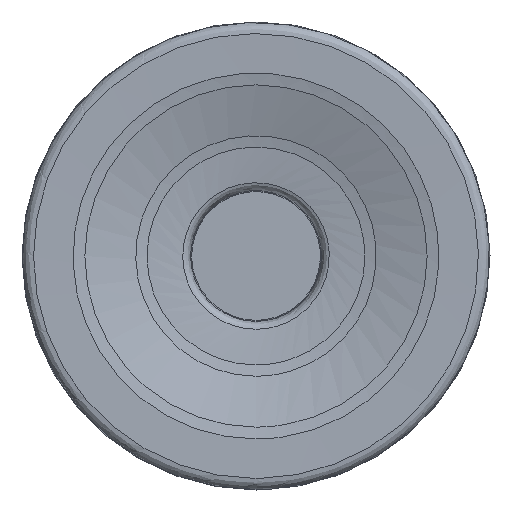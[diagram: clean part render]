
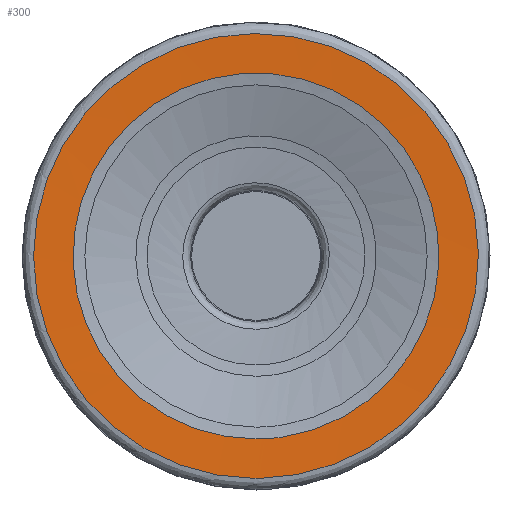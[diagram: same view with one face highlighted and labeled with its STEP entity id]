
A CAD part, left-side view. The second image highlights one B-rep face of the part: STEP entity #300.
In plain terms, the highlighted face is a revolution surface.
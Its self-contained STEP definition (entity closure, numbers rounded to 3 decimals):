
#36=SURFACE_OF_REVOLUTION('',#76,#56);
#56=AXIS1_PLACEMENT('',#792,#671);
#76=LINE('',#791,#84);
#84=VECTOR('',#670,1.396);
#246=FACE_BOUND('',#351,.T.);
#247=FACE_BOUND('',#352,.T.);
#300=ADVANCED_FACE('',(#246,#247),#36,.T.);
#351=EDGE_LOOP('',(#417));
#352=EDGE_LOOP('',(#418));
#417=ORIENTED_EDGE('',*,*,#503,.F.);
#418=ORIENTED_EDGE('',*,*,#504,.T.);
#470=VERTEX_POINT('',#788);
#471=VERTEX_POINT('',#790);
#503=EDGE_CURVE('',#470,#470,#536,.T.);
#504=EDGE_CURVE('',#471,#471,#537,.T.);
#536=CIRCLE('',#584,7.621);
#537=CIRCLE('',#585,6.268);
#584=AXIS2_PLACEMENT_3D('',#787,#666,#667);
#585=AXIS2_PLACEMENT_3D('',#789,#668,#669);
#666=DIRECTION('',(1.,0.,0.));
#667=DIRECTION('',(0.,0.,-1.));
#668=DIRECTION('',(1.,0.,0.));
#669=DIRECTION('',(0.,0.,-1.));
#670=DIRECTION('',(-0.026,-0.978,-0.206));
#671=DIRECTION('',(1.,0.,0.));
#787=CARTESIAN_POINT('',(0.001,0.,0.));
#788=CARTESIAN_POINT('',(0.001,0.,-7.621));
#789=CARTESIAN_POINT('',(0.037,0.,0.));
#790=CARTESIAN_POINT('',(0.037,0.,-6.268));
#791=CARTESIAN_POINT('',(0.037,-6.255,0.408));
#792=CARTESIAN_POINT('',(29.134,0.,0.));
